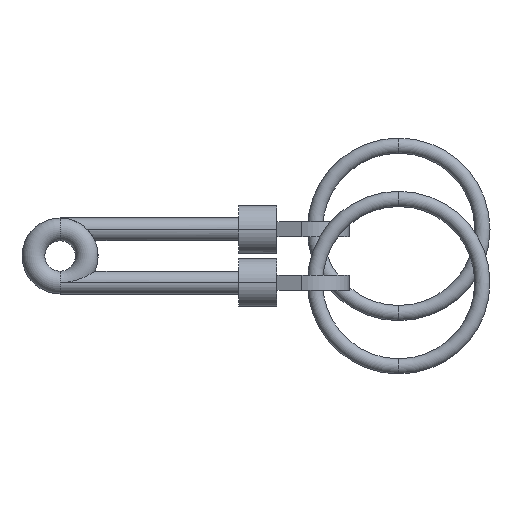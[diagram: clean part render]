
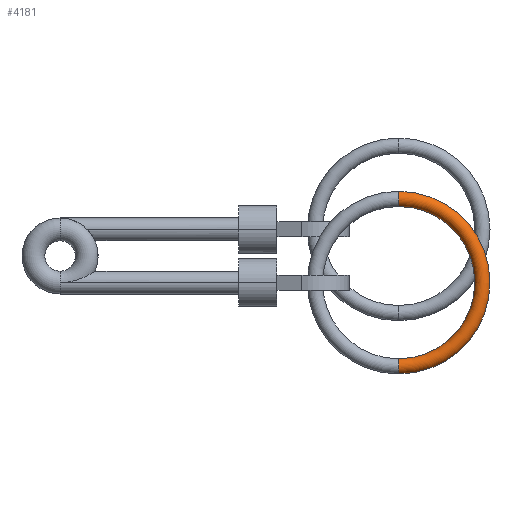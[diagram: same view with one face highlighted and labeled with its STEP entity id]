
A CAD part, left-side view. The second image highlights one B-rep face of the part: STEP entity #4181.
In plain terms, the highlighted toroidal (fillet/blend) face has major radius 11 mm and minor radius 1 mm.
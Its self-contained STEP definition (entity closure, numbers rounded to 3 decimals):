
#4181=ADVANCED_FACE('',(#8141),#8142,.T.);
#8141=FACE_OUTER_BOUND('',#9709,.T.);
#8142=TOROIDAL_SURFACE('',#9710,11.0,1.0);
#9709=EDGE_LOOP('',(#11984,#11985,#11986,#11987));
#9710=AXIS2_PLACEMENT_3D('',#11988,#11989,#11990);
#11984=ORIENTED_EDGE('',*,*,#22159,.F.);
#11985=ORIENTED_EDGE('',*,*,#22160,.T.);
#11986=ORIENTED_EDGE('',*,*,#22161,.F.);
#11987=ORIENTED_EDGE('',*,*,#22162,.T.);
#11988=CARTESIAN_POINT('',(1.5,-44.5,-3.5));
#11989=DIRECTION('',(1.0,0.0,0.));
#11990=DIRECTION('',(0.,0.0,-1.0));
#22159=EDGE_CURVE('',#24040,#24041,#24042,.T.);
#22160=EDGE_CURVE('',#24040,#24043,#24044,.T.);
#22161=EDGE_CURVE('',#24045,#24043,#24046,.T.);
#22162=EDGE_CURVE('',#24045,#24041,#24047,.T.);
#24040=VERTEX_POINT('',#24064);
#24041=VERTEX_POINT('',#24065);
#24042=CIRCLE('',#24066,12.0);
#24043=VERTEX_POINT('',#24067);
#24044=CIRCLE('',#24068,1.0);
#24045=VERTEX_POINT('',#24069);
#24046=CIRCLE('',#24070,10.0);
#24047=CIRCLE('',#24071,1.0);
#24064=CARTESIAN_POINT('',(1.5,-44.5,8.5));
#24065=CARTESIAN_POINT('',(1.5,-44.5,-15.5));
#24066=AXIS2_PLACEMENT_3D('',#24088,#24089,#24090);
#24067=CARTESIAN_POINT('',(1.5,-44.5,6.5));
#24068=AXIS2_PLACEMENT_3D('',#24091,#24092,#24093);
#24069=CARTESIAN_POINT('',(1.5,-44.5,-13.5));
#24070=AXIS2_PLACEMENT_3D('',#24094,#24095,#24096);
#24071=AXIS2_PLACEMENT_3D('',#24097,#24098,#24099);
#24088=CARTESIAN_POINT('',(1.5,-44.5,-3.5));
#24089=DIRECTION('',(1.0,0.0,0.));
#24090=DIRECTION('',(0.,0.0,-1.0));
#24091=CARTESIAN_POINT('',(1.5,-44.5,7.5));
#24092=DIRECTION('',(-0.0,-1.0,0.0));
#24093=DIRECTION('',(0.,0.0,1.0));
#24094=CARTESIAN_POINT('',(1.5,-44.5,-3.5));
#24095=DIRECTION('',(-1.0,-0.0,0.));
#24096=DIRECTION('',(0.,0.0,-1.0));
#24097=CARTESIAN_POINT('',(1.5,-44.5,-14.5));
#24098=DIRECTION('',(0.0,-1.0,0.0));
#24099=DIRECTION('',(0.,0.0,-1.0));
